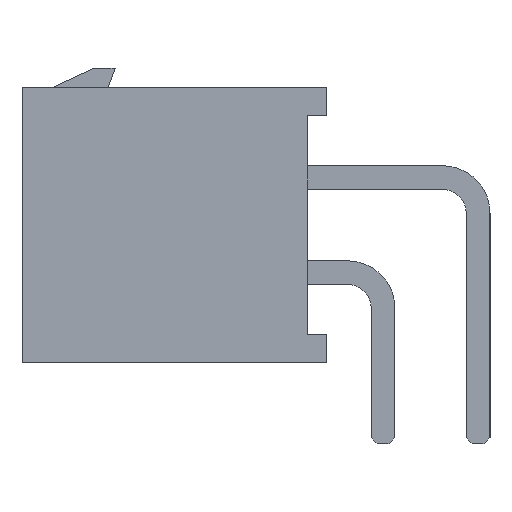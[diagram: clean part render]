
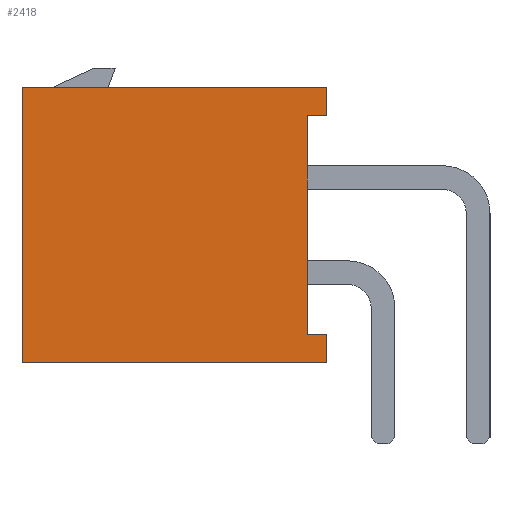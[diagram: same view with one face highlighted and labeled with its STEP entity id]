
A CAD part, left-side view. The second image highlights one B-rep face of the part: STEP entity #2418.
In plain terms, the highlighted planar face has unit normal (-1, 0, 0).
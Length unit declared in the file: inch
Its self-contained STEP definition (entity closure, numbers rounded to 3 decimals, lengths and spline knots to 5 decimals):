
#2418 = ADVANCED_FACE( '', ( #5004 ), #5005, .F. );
#5004 = FACE_OUTER_BOUND( '', #7780, .T. );
#5005 = PLANE( '', #7781 );
#7780 = EDGE_LOOP( '', ( #15158, #15159, #15160, #15161, #15162, #15163, #15164, #15165 ) );
#7781 = AXIS2_PLACEMENT_3D( '', #15166, #15167, #15168 );
#15158 = ORIENTED_EDGE( '', *, *, #20677, .F. );
#15159 = ORIENTED_EDGE( '', *, *, #18039, .F. );
#15160 = ORIENTED_EDGE( '', *, *, #19212, .F. );
#15161 = ORIENTED_EDGE( '', *, *, #19990, .F. );
#15162 = ORIENTED_EDGE( '', *, *, #20678, .F. );
#15163 = ORIENTED_EDGE( '', *, *, #20679, .F. );
#15164 = ORIENTED_EDGE( '', *, *, #20680, .F. );
#15165 = ORIENTED_EDGE( '', *, *, #17871, .F. );
#15166 = CARTESIAN_POINT( '', ( -0.83, 0., 0. ) );
#15167 = DIRECTION( '', ( 1., 0., 0. ) );
#15168 = DIRECTION( '', ( 0., 0., -1. ) );
#17871 = EDGE_CURVE( '', #21824, #21826, #21827, .T. );
#18039 = EDGE_CURVE( '', #22120, #22116, #22122, .T. );
#19212 = EDGE_CURVE( '', #24046, #22120, #24048, .T. );
#19990 = EDGE_CURVE( '', #25183, #24046, #25185, .T. );
#20677 = EDGE_CURVE( '', #22116, #21824, #26054, .T. );
#20678 = EDGE_CURVE( '', #26055, #25183, #26056, .T. );
#20679 = EDGE_CURVE( '', #26057, #26055, #26058, .T. );
#20680 = EDGE_CURVE( '', #21826, #26057, #26059, .T. );
#21824 = VERTEX_POINT( '', #27570 );
#21826 = VERTEX_POINT( '', #27573 );
#21827 = LINE( '', #27574, #27575 );
#22116 = VERTEX_POINT( '', #27992 );
#22120 = VERTEX_POINT( '', #27998 );
#22122 = LINE( '', #28001, #28002 );
#24046 = VERTEX_POINT( '', #30810 );
#24048 = LINE( '', #30813, #30814 );
#25183 = VERTEX_POINT( '', #32511 );
#25185 = LINE( '', #32514, #32515 );
#26054 = LINE( '', #33856, #33857 );
#26055 = VERTEX_POINT( '', #33858 );
#26056 = LINE( '', #33859, #33860 );
#26057 = VERTEX_POINT( '', #33861 );
#26058 = LINE( '', #33862, #33863 );
#26059 = LINE( '', #33864, #33865 );
#27570 = CARTESIAN_POINT( '', ( -0.83, 0.32, 0.145 ) );
#27573 = CARTESIAN_POINT( '', ( -0.83, 0., 0.145 ) );
#27574 = CARTESIAN_POINT( '', ( -0.83, 0.32, 0.145 ) );
#27575 = VECTOR( '', #34819, 39.37008 );
#27992 = CARTESIAN_POINT( '', ( -0.83, 0.32, -0.145 ) );
#27998 = CARTESIAN_POINT( '', ( -0.83, 0., -0.145 ) );
#28001 = CARTESIAN_POINT( '', ( -0.83, 0., -0.145 ) );
#28002 = VECTOR( '', #34975, 39.37008 );
#30810 = CARTESIAN_POINT( '', ( -0.83, 0., -0.115 ) );
#30813 = CARTESIAN_POINT( '', ( -0.83, 0., -0.115 ) );
#30814 = VECTOR( '', #36020, 39.37008 );
#32511 = CARTESIAN_POINT( '', ( -0.83, 0.02, -0.115 ) );
#32514 = CARTESIAN_POINT( '', ( -0.83, 0.02, -0.115 ) );
#32515 = VECTOR( '', #36671, 39.37008 );
#33856 = CARTESIAN_POINT( '', ( -0.83, 0.32, -0.145 ) );
#33857 = VECTOR( '', #37186, 39.37008 );
#33858 = CARTESIAN_POINT( '', ( -0.83, 0.02, 0.115 ) );
#33859 = CARTESIAN_POINT( '', ( -0.83, 0.02, 0.115 ) );
#33860 = VECTOR( '', #37187, 39.37008 );
#33861 = CARTESIAN_POINT( '', ( -0.83, 0., 0.115 ) );
#33862 = CARTESIAN_POINT( '', ( -0.83, 0., 0.115 ) );
#33863 = VECTOR( '', #37188, 39.37008 );
#33864 = CARTESIAN_POINT( '', ( -0.83, 0., 0.145 ) );
#33865 = VECTOR( '', #37189, 39.37008 );
#34819 = DIRECTION( '', ( 0., -1., 0. ) );
#34975 = DIRECTION( '', ( 0., 1., 0. ) );
#36020 = DIRECTION( '', ( 0., 0., -1. ) );
#36671 = DIRECTION( '', ( 0., -1., 0. ) );
#37186 = DIRECTION( '', ( 0., 0., 1. ) );
#37187 = DIRECTION( '', ( 0., 0., -1. ) );
#37188 = DIRECTION( '', ( 0., 1., 0. ) );
#37189 = DIRECTION( '', ( 0., 0., -1. ) );
